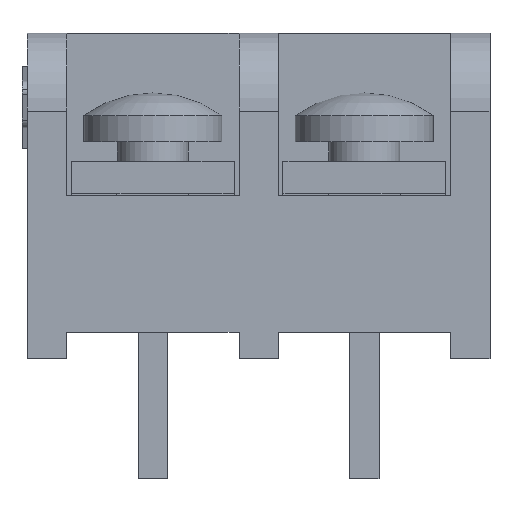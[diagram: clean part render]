
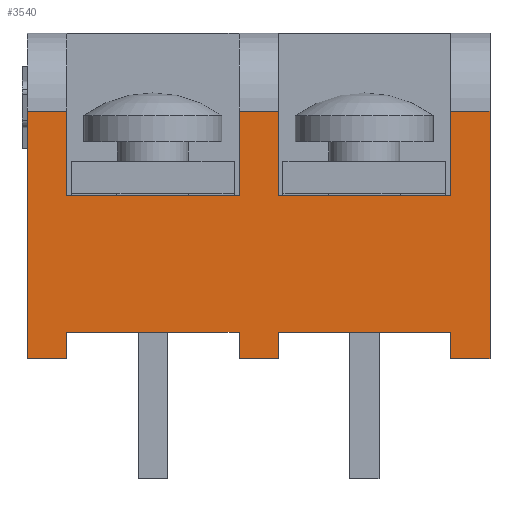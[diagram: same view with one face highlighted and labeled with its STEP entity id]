
A CAD part, front view. The second image highlights one B-rep face of the part: STEP entity #3540.
In plain terms, the highlighted planar face has unit normal (0, -1, 0).
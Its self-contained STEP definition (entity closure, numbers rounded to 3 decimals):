
#73=FACE_OUTER_BOUND('',#269,.T.);
#269=EDGE_LOOP('',(#2372,#2373,#2374,#2375,#2376,#2377,#2378,#2379,#2380,
#2381,#2382,#2383,#2384,#2385,#2386,#2387,#2388,#2389,#2390,#2391));
#538=LINE('',#4995,#995);
#552=LINE('',#5023,#1009);
#562=LINE('',#5043,#1019);
#565=LINE('',#5049,#1022);
#567=LINE('',#5053,#1024);
#570=LINE('',#5058,#1027);
#572=LINE('',#5062,#1029);
#573=LINE('',#5066,#1030);
#574=LINE('',#5068,#1031);
#575=LINE('',#5070,#1032);
#576=LINE('',#5072,#1033);
#577=LINE('',#5074,#1034);
#578=LINE('',#5076,#1035);
#579=LINE('',#5077,#1036);
#580=LINE('',#5079,#1037);
#581=LINE('',#5080,#1038);
#582=LINE('',#5081,#1039);
#583=LINE('',#5083,#1040);
#584=LINE('',#5085,#1041);
#585=LINE('',#5086,#1042);
#995=VECTOR('',#4010,9.652);
#1009=VECTOR('',#4028,6.731);
#1019=VECTOR('',#4040,1.016);
#1022=VECTOR('',#4045,1.537);
#1024=VECTOR('',#4049,1.524);
#1027=VECTOR('',#4054,1.537);
#1029=VECTOR('',#4058,1.016);
#1030=VECTOR('',#4061,3.302);
#1031=VECTOR('',#4062,1.524);
#1032=VECTOR('',#4063,3.302);
#1033=VECTOR('',#4064,6.731);
#1034=VECTOR('',#4065,3.302);
#1035=VECTOR('',#4066,1.537);
#1036=VECTOR('',#4067,9.652);
#1037=VECTOR('',#4068,6.731);
#1038=VECTOR('',#4069,1.016);
#1039=VECTOR('',#4070,1.016);
#1040=VECTOR('',#4071,1.537);
#1041=VECTOR('',#4072,3.302);
#1042=VECTOR('',#4073,6.731);
#1453=VERTEX_POINT('',#4992);
#1454=VERTEX_POINT('',#4994);
#1465=VERTEX_POINT('',#5020);
#1466=VERTEX_POINT('',#5022);
#1475=VERTEX_POINT('',#5042);
#1476=VERTEX_POINT('',#5046);
#1477=VERTEX_POINT('',#5048);
#1478=VERTEX_POINT('',#5052);
#1479=VERTEX_POINT('',#5056);
#1480=VERTEX_POINT('',#5060);
#1481=VERTEX_POINT('',#5064);
#1482=VERTEX_POINT('',#5065);
#1483=VERTEX_POINT('',#5067);
#1484=VERTEX_POINT('',#5069);
#1485=VERTEX_POINT('',#5071);
#1486=VERTEX_POINT('',#5073);
#1487=VERTEX_POINT('',#5075);
#1488=VERTEX_POINT('',#5078);
#1489=VERTEX_POINT('',#5082);
#1490=VERTEX_POINT('',#5084);
#1801=EDGE_CURVE('',#1454,#1453,#538,.T.);
#1815=EDGE_CURVE('',#1466,#1465,#552,.T.);
#1825=EDGE_CURVE('',#1475,#1466,#562,.T.);
#1828=EDGE_CURVE('',#1476,#1477,#565,.T.);
#1830=EDGE_CURVE('',#1475,#1478,#567,.T.);
#1833=EDGE_CURVE('',#1454,#1479,#570,.T.);
#1835=EDGE_CURVE('',#1476,#1480,#572,.T.);
#1836=EDGE_CURVE('',#1481,#1482,#573,.T.);
#1837=EDGE_CURVE('',#1481,#1483,#574,.T.);
#1838=EDGE_CURVE('',#1483,#1484,#575,.T.);
#1839=EDGE_CURVE('',#1484,#1485,#576,.T.);
#1840=EDGE_CURVE('',#1486,#1485,#577,.T.);
#1841=EDGE_CURVE('',#1486,#1487,#578,.T.);
#1842=EDGE_CURVE('',#1477,#1487,#579,.T.);
#1843=EDGE_CURVE('',#1480,#1488,#580,.T.);
#1844=EDGE_CURVE('',#1478,#1488,#581,.T.);
#1845=EDGE_CURVE('',#1479,#1465,#582,.T.);
#1846=EDGE_CURVE('',#1453,#1489,#583,.T.);
#1847=EDGE_CURVE('',#1489,#1490,#584,.T.);
#1848=EDGE_CURVE('',#1490,#1482,#585,.T.);
#2372=ORIENTED_EDGE('',*,*,#1836,.F.);
#2373=ORIENTED_EDGE('',*,*,#1837,.T.);
#2374=ORIENTED_EDGE('',*,*,#1838,.T.);
#2375=ORIENTED_EDGE('',*,*,#1839,.T.);
#2376=ORIENTED_EDGE('',*,*,#1840,.F.);
#2377=ORIENTED_EDGE('',*,*,#1841,.T.);
#2378=ORIENTED_EDGE('',*,*,#1842,.F.);
#2379=ORIENTED_EDGE('',*,*,#1828,.F.);
#2380=ORIENTED_EDGE('',*,*,#1835,.T.);
#2381=ORIENTED_EDGE('',*,*,#1843,.T.);
#2382=ORIENTED_EDGE('',*,*,#1844,.F.);
#2383=ORIENTED_EDGE('',*,*,#1830,.F.);
#2384=ORIENTED_EDGE('',*,*,#1825,.T.);
#2385=ORIENTED_EDGE('',*,*,#1815,.T.);
#2386=ORIENTED_EDGE('',*,*,#1845,.F.);
#2387=ORIENTED_EDGE('',*,*,#1833,.F.);
#2388=ORIENTED_EDGE('',*,*,#1801,.T.);
#2389=ORIENTED_EDGE('',*,*,#1846,.T.);
#2390=ORIENTED_EDGE('',*,*,#1847,.T.);
#2391=ORIENTED_EDGE('',*,*,#1848,.T.);
#3381=PLANE('',#3749);
#3540=ADVANCED_FACE('',(#73),#3381,.T.);
#3749=AXIS2_PLACEMENT_3D('',#5063,#4059,#4060);
#4010=DIRECTION('',(0.,0.,1.));
#4028=DIRECTION('',(1.,0.,0.));
#4040=DIRECTION('',(0.,0.,1.));
#4045=DIRECTION('',(-1.,0.,0.));
#4049=DIRECTION('',(-1.,0.,0.));
#4054=DIRECTION('',(-1.,0.,0.));
#4058=DIRECTION('',(0.,0.,1.));
#4059=DIRECTION('center_axis',(0.,-1.,0.));
#4060=DIRECTION('ref_axis',(0.,0.,1.));
#4061=DIRECTION('',(0.,0.,-1.));
#4062=DIRECTION('',(-1.,0.,0.));
#4063=DIRECTION('',(0.,0.,-1.));
#4064=DIRECTION('',(-1.,0.,0.));
#4065=DIRECTION('',(0.,0.,-1.));
#4066=DIRECTION('',(-1.,0.,0.));
#4067=DIRECTION('',(0.,0.,1.));
#4068=DIRECTION('',(1.,0.,0.));
#4069=DIRECTION('',(0.,0.,1.));
#4070=DIRECTION('',(0.,0.,1.));
#4071=DIRECTION('',(-1.,0.,0.));
#4072=DIRECTION('',(0.,0.,-1.));
#4073=DIRECTION('',(-1.,0.,0.));
#4992=CARTESIAN_POINT('',(9.03,-7.524,9.826));
#4994=CARTESIAN_POINT('',(9.03,-7.524,0.174));
#4995=CARTESIAN_POINT('',(9.03,-7.524,0.174));
#5020=CARTESIAN_POINT('',(7.493,-7.524,1.19));
#5022=CARTESIAN_POINT('',(0.762,-7.524,1.19));
#5023=CARTESIAN_POINT('',(0.762,-7.524,1.19));
#5042=CARTESIAN_POINT('',(0.762,-7.524,0.174));
#5043=CARTESIAN_POINT('',(0.762,-7.524,0.174));
#5046=CARTESIAN_POINT('',(-7.493,-7.524,0.174));
#5048=CARTESIAN_POINT('',(-9.03,-7.524,0.174));
#5049=CARTESIAN_POINT('',(-7.493,-7.524,0.174));
#5052=CARTESIAN_POINT('',(-0.762,-7.524,0.174));
#5053=CARTESIAN_POINT('',(0.762,-7.524,0.174));
#5056=CARTESIAN_POINT('',(7.493,-7.524,0.174));
#5058=CARTESIAN_POINT('',(9.03,-7.524,0.174));
#5060=CARTESIAN_POINT('',(-7.493,-7.524,1.19));
#5062=CARTESIAN_POINT('',(-7.493,-7.524,0.174));
#5063=CARTESIAN_POINT('Origin',(9.03,-7.524,0.174));
#5064=CARTESIAN_POINT('',(0.762,-7.524,9.826));
#5065=CARTESIAN_POINT('',(0.762,-7.524,6.524));
#5066=CARTESIAN_POINT('',(0.762,-7.524,9.826));
#5067=CARTESIAN_POINT('',(-0.762,-7.524,9.826));
#5068=CARTESIAN_POINT('',(0.762,-7.524,9.826));
#5069=CARTESIAN_POINT('',(-0.762,-7.524,6.524));
#5070=CARTESIAN_POINT('',(-0.762,-7.524,9.826));
#5071=CARTESIAN_POINT('',(-7.493,-7.524,6.524));
#5072=CARTESIAN_POINT('',(-0.762,-7.524,6.524));
#5073=CARTESIAN_POINT('',(-7.493,-7.524,9.826));
#5074=CARTESIAN_POINT('',(-7.493,-7.524,9.826));
#5075=CARTESIAN_POINT('',(-9.03,-7.524,9.826));
#5076=CARTESIAN_POINT('',(-7.493,-7.524,9.826));
#5077=CARTESIAN_POINT('',(-9.03,-7.524,0.174));
#5078=CARTESIAN_POINT('',(-0.762,-7.524,1.19));
#5079=CARTESIAN_POINT('',(-7.493,-7.524,1.19));
#5080=CARTESIAN_POINT('',(-0.762,-7.524,0.174));
#5081=CARTESIAN_POINT('',(7.493,-7.524,0.174));
#5082=CARTESIAN_POINT('',(7.493,-7.524,9.826));
#5083=CARTESIAN_POINT('',(9.03,-7.524,9.826));
#5084=CARTESIAN_POINT('',(7.493,-7.524,6.524));
#5085=CARTESIAN_POINT('',(7.493,-7.524,9.826));
#5086=CARTESIAN_POINT('',(7.493,-7.524,6.524));
